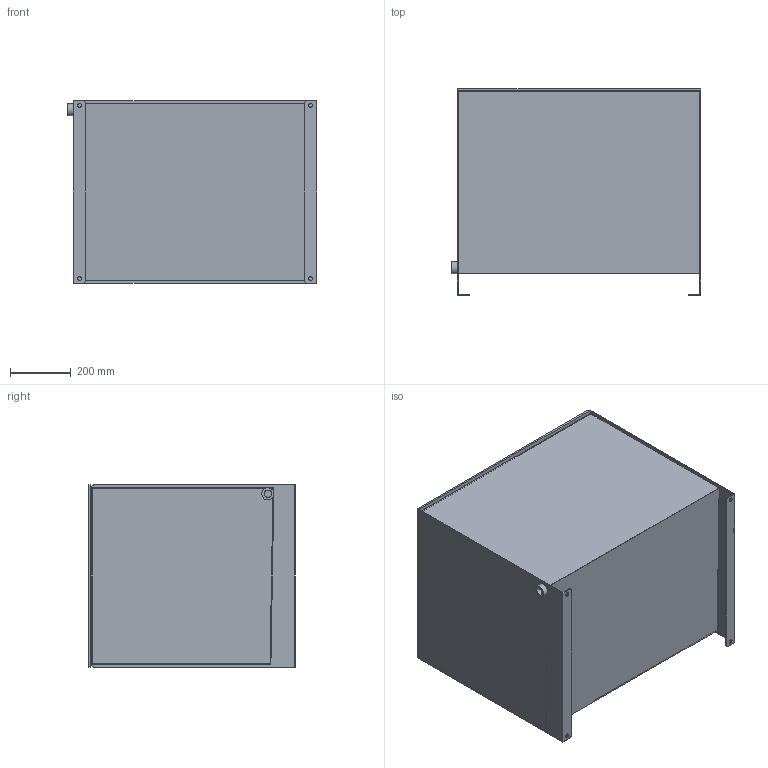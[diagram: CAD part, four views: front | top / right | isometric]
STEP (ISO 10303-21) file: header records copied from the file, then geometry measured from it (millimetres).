
FILE_DESCRIPTION (( 'STEP AP203' ), '1' );
FILE_NAME ('R1-116 MONOBLOC.STEP', '2015-11-09T09:22:14', ( 'rodrigue' ), ( 'Hewlett-Packard Company' ), 'SwSTEP 2.0', 'SolidWorks 2015', '' );
FILE_SCHEMA (( 'CONFIG_CONTROL_DESIGN' ));
Length unit declared in the file: millimetre
Products named in the file (1): R1-116 MONOBLOC
Bounding box: 820 x 679 x 600 mm (x, y, z)
Volume: 10035779.7 mm3; surface area: 5519603.3 mm2
Topology: 1 solids, 1 shells, 85 faces, 199 edges, 133 vertices
Faces by surface type: plane 56, cylinder 29
Full cylindrical faces by diameter (mm): 11 x10, 13 x4, 24 x1, 33 x1, 40 x1
Entity records: 2384 total; most frequent: DIRECTION 405, CARTESIAN_POINT 387, ORIENTED_EDGE 350, EDGE_CURVE 175, AXIS2_PLACEMENT_3D 144, EDGE_LOOP 127, VERTEX_POINT 126, LINE 117
